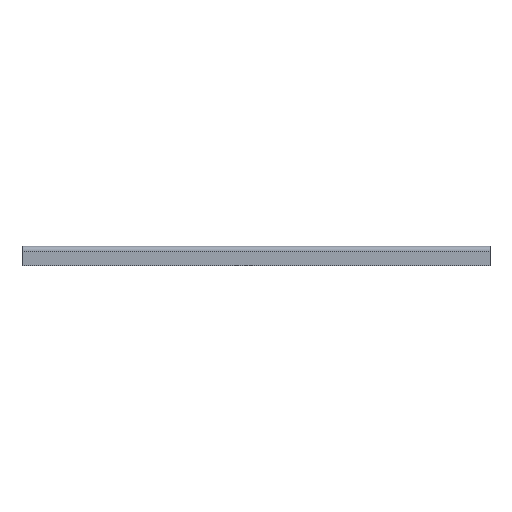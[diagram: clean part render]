
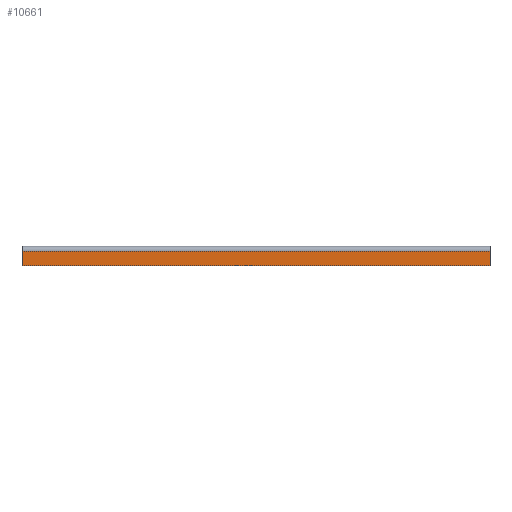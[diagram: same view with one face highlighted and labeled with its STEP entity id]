
A CAD part, front view. The second image highlights one B-rep face of the part: STEP entity #10661.
In plain terms, the highlighted planar face has unit normal (0, -1, 0).
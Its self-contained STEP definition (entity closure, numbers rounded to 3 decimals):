
#995=FACE_OUTER_BOUND('',#1681,.T.);
#1681=EDGE_LOOP('',(#8267,#8268,#8269,#8270));
#2207=LINE('',#15558,#3295);
#2768=LINE('',#17765,#3856);
#2769=LINE('',#17768,#3857);
#2770=LINE('',#17770,#3858);
#3295=VECTOR('',#12285,10.);
#3856=VECTOR('',#13974,10.);
#3857=VECTOR('',#13979,10.);
#3858=VECTOR('',#13982,10.);
#4383=VERTEX_POINT('',#15556);
#4384=VERTEX_POINT('',#15557);
#5465=VERTEX_POINT('',#17762);
#5466=VERTEX_POINT('',#17764);
#5471=EDGE_CURVE('',#4383,#4384,#2207,.T.);
#6575=EDGE_CURVE('',#5465,#5466,#2768,.T.);
#6577=EDGE_CURVE('',#5466,#4383,#2769,.F.);
#6578=EDGE_CURVE('',#5465,#4384,#2770,.T.);
#8267=ORIENTED_EDGE('',*,*,#6575,.F.);
#8268=ORIENTED_EDGE('',*,*,#6578,.T.);
#8269=ORIENTED_EDGE('',*,*,#5471,.F.);
#8270=ORIENTED_EDGE('',*,*,#6577,.F.);
#10375=PLANE('',#11753);
#10661=ADVANCED_FACE('',(#995),#10375,.F.);
#11753=AXIS2_PLACEMENT_3D('',#17769,#13980,#13981);
#12285=DIRECTION('',(-1.,0.,0.));
#13974=DIRECTION('',(1.,0.,0.));
#13979=DIRECTION('',(0.,0.,1.));
#13980=DIRECTION('center_axis',(0.,1.,0.));
#13981=DIRECTION('ref_axis',(-1.,0.,0.));
#13982=DIRECTION('',(0.,0.,-1.));
#15556=CARTESIAN_POINT('',(319.7,-155.781,-5.5));
#15557=CARTESIAN_POINT('',(30.3,-155.781,-5.5));
#15558=CARTESIAN_POINT('',(31.8,-155.781,-5.5));
#17762=CARTESIAN_POINT('',(30.3,-155.781,3.58));
#17764=CARTESIAN_POINT('',(319.7,-155.781,3.58));
#17765=CARTESIAN_POINT('',(175.,-155.781,3.58));
#17768=CARTESIAN_POINT('',(319.7,-155.781,2.533));
#17769=CARTESIAN_POINT('Origin',(175.,-155.781,1.486));
#17770=CARTESIAN_POINT('',(30.3,-155.781,2.533));
